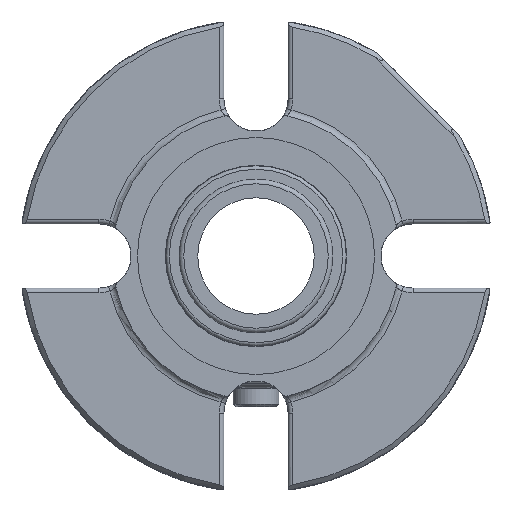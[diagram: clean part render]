
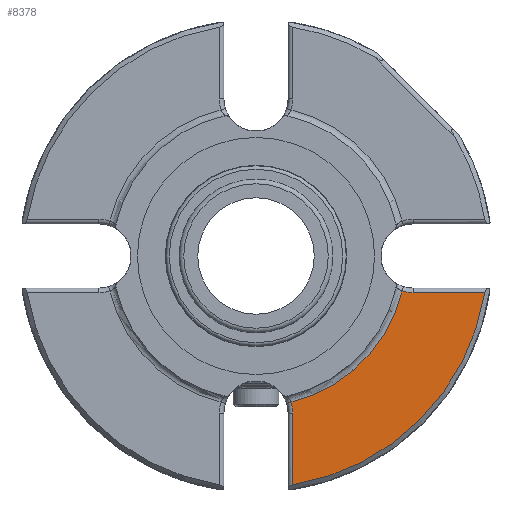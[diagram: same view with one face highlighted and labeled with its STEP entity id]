
A CAD part, left-side view. The second image highlights one B-rep face of the part: STEP entity #8378.
In plain terms, the highlighted planar face has unit normal (-1, 0, 0).
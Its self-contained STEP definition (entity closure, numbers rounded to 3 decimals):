
#538=LINE('',#14364,#1004);
#540=LINE('',#14386,#1006);
#1004=VECTOR('',#10386,1000.);
#1006=VECTOR('',#10396,1000.);
#1408=PLANE('',#9152);
#3712=ORIENTED_EDGE('',*,*,#4878,.T.);
#3713=ORIENTED_EDGE('',*,*,#4875,.F.);
#3714=ORIENTED_EDGE('',*,*,#4871,.T.);
#3715=ORIENTED_EDGE('',*,*,#5245,.T.);
#3716=ORIENTED_EDGE('',*,*,#5247,.T.);
#3717=ORIENTED_EDGE('',*,*,#5248,.T.);
#4871=EDGE_CURVE('',#5941,#5942,#538,.F.);
#4875=EDGE_CURVE('',#5941,#5944,#6494,.T.);
#4878=EDGE_CURVE('',#5945,#5944,#540,.F.);
#5245=EDGE_CURVE('',#5942,#6126,#6590,.F.);
#5247=EDGE_CURVE('',#6126,#6127,#6592,.F.);
#5248=EDGE_CURVE('',#6127,#5945,#6593,.F.);
#5941=VERTEX_POINT('',#14365);
#5942=VERTEX_POINT('',#14366);
#5944=VERTEX_POINT('',#14376);
#5945=VERTEX_POINT('',#14387);
#6126=VERTEX_POINT('',#16888);
#6127=VERTEX_POINT('',#16893);
#6494=CIRCLE('',#8913,50.546);
#6590=CIRCLE('',#9150,8.);
#6592=CIRCLE('',#9153,32.75);
#6593=CIRCLE('',#9154,8.);
#7122=EDGE_LOOP('',(#3712,#3713,#3714,#3715,#3716,#3717));
#7749=FACE_BOUND('',#7122,.T.);
#8378=ADVANCED_FACE('',(#7749),#1408,.T.);
#8913=AXIS2_PLACEMENT_3D('',#14375,#10392,#10393);
#9150=AXIS2_PLACEMENT_3D('',#16889,#11076,#11077);
#9152=AXIS2_PLACEMENT_3D('',#16891,#11080,#11081);
#9153=AXIS2_PLACEMENT_3D('',#16892,#11082,#11083);
#9154=AXIS2_PLACEMENT_3D('',#16894,#11084,#11085);
#10386=DIRECTION('',(0.,-1.,0.));
#10392=DIRECTION('',(1.,0.,0.));
#10393=DIRECTION('',(0.,0.707,0.707));
#10396=DIRECTION('',(0.,0.,1.));
#11076=DIRECTION('',(-1.,0.,0.));
#11077=DIRECTION('',(0.,-0.707,0.707));
#11080=DIRECTION('',(-1.,0.,0.));
#11081=DIRECTION('',(0.,-0.707,0.707));
#11082=DIRECTION('',(-1.,0.,0.));
#11083=DIRECTION('',(0.,-0.707,0.707));
#11084=DIRECTION('',(-1.,0.,0.));
#11085=DIRECTION('',(0.,-0.707,0.707));
#14364=CARTESIAN_POINT('',(-7.627,-34.25,-8.));
#14365=CARTESIAN_POINT('',(-7.627,-49.909,-8.));
#14366=CARTESIAN_POINT('',(-7.627,-34.25,-8.));
#14375=CARTESIAN_POINT('',(-7.627,0.,0.));
#14376=CARTESIAN_POINT('',(-7.627,-8.,-49.909));
#14386=CARTESIAN_POINT('',(-7.627,-8.,-51.527));
#14387=CARTESIAN_POINT('',(-7.627,-8.,-34.25));
#16888=CARTESIAN_POINT('',(-7.627,-31.849,-7.631));
#16889=CARTESIAN_POINT('',(-7.627,-34.25,0.));
#16891=CARTESIAN_POINT('',(-7.627,36.77,-36.77));
#16892=CARTESIAN_POINT('',(-7.627,0.,0.));
#16893=CARTESIAN_POINT('',(-7.627,-7.631,-31.849));
#16894=CARTESIAN_POINT('',(-7.627,0.,-34.25));
